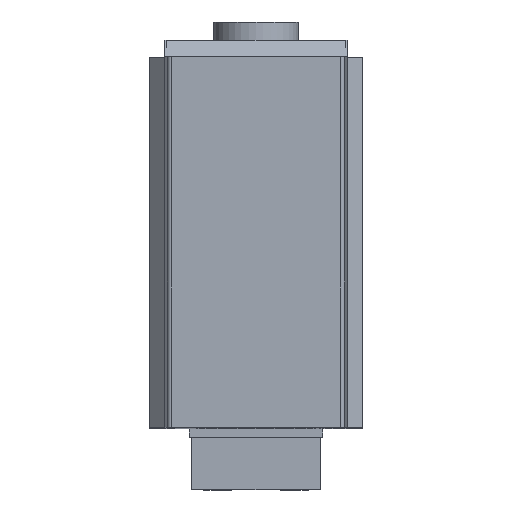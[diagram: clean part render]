
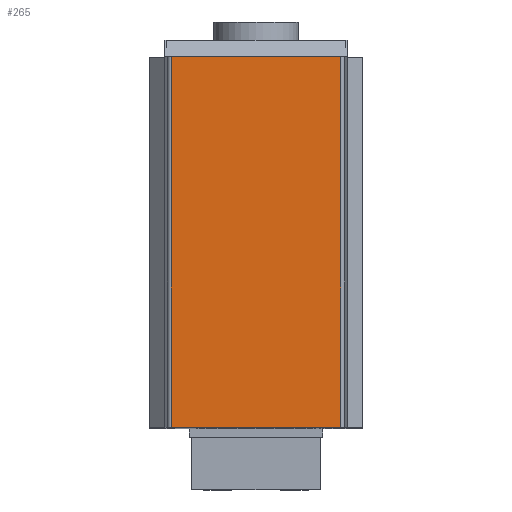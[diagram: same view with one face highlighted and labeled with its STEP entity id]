
A CAD part, top view. The second image highlights one B-rep face of the part: STEP entity #265.
In plain terms, the highlighted planar face has unit normal (0, 0, 1).
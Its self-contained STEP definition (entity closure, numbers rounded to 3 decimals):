
#265 = ADVANCED_FACE( '', ( #634 ), #635, .F. );
#634 = FACE_OUTER_BOUND( '', #1124, .T. );
#635 = PLANE( '', #1125 );
#1124 = EDGE_LOOP( '', ( #1883, #1884, #1885, #1886 ) );
#1125 = AXIS2_PLACEMENT_3D( '', #1887, #1888, #1889 );
#1883 = ORIENTED_EDGE( '', *, *, #2978, .T. );
#1884 = ORIENTED_EDGE( '', *, *, #2799, .F. );
#1885 = ORIENTED_EDGE( '', *, *, #2979, .F. );
#1886 = ORIENTED_EDGE( '', *, *, #2980, .T. );
#1887 = CARTESIAN_POINT( '', ( -6.996, 31.2, 115.1 ) );
#1888 = DIRECTION( '', ( 0., 0., -1. ) );
#1889 = DIRECTION( '', ( -1., 0., 0. ) );
#2799 = EDGE_CURVE( '', #3303, #3298, #3305, .T. );
#2978 = EDGE_CURVE( '', #3602, #3298, #3603, .T. );
#2979 = EDGE_CURVE( '', #3604, #3303, #3605, .T. );
#2980 = EDGE_CURVE( '', #3604, #3602, #3606, .T. );
#3298 = VERTEX_POINT( '', #4041 );
#3303 = VERTEX_POINT( '', #4047 );
#3305 = LINE( '', #4049, #4050 );
#3602 = VERTEX_POINT( '', #4456 );
#3603 = LINE( '', #4457, #4458 );
#3604 = VERTEX_POINT( '', #4459 );
#3605 = LINE( '', #4460, #4461 );
#3606 = LINE( '', #4462, #4463 );
#4041 = CARTESIAN_POINT( '', ( 6.996, 0.7, 115.1 ) );
#4047 = CARTESIAN_POINT( '', ( 6.996, 31.2, 115.1 ) );
#4049 = CARTESIAN_POINT( '', ( 6.996, 31.2, 115.1 ) );
#4050 = VECTOR( '', #5073, 1000. );
#4456 = CARTESIAN_POINT( '', ( -6.996, 0.7, 115.1 ) );
#4457 = CARTESIAN_POINT( '', ( -6.996, 0.7, 115.1 ) );
#4458 = VECTOR( '', #5271, 1000. );
#4459 = CARTESIAN_POINT( '', ( -6.996, 31.2, 115.1 ) );
#4460 = CARTESIAN_POINT( '', ( -6.996, 31.2, 115.1 ) );
#4461 = VECTOR( '', #5272, 1000. );
#4462 = CARTESIAN_POINT( '', ( -6.996, 31.2, 115.1 ) );
#4463 = VECTOR( '', #5273, 1000. );
#5073 = DIRECTION( '', ( 0., -1., 0. ) );
#5271 = DIRECTION( '', ( 1., 0., 0. ) );
#5272 = DIRECTION( '', ( 1., 0., 0. ) );
#5273 = DIRECTION( '', ( 0., -1., 0. ) );
